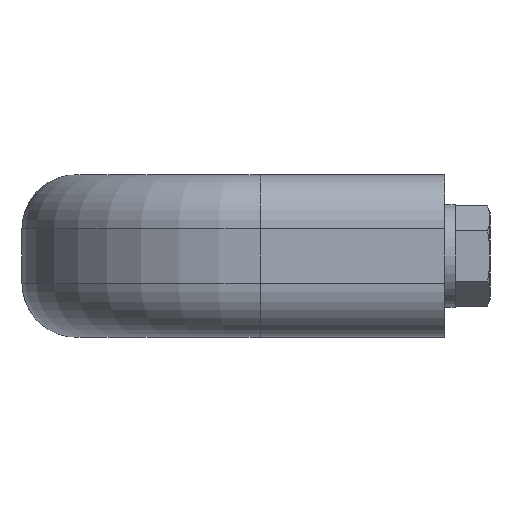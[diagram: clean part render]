
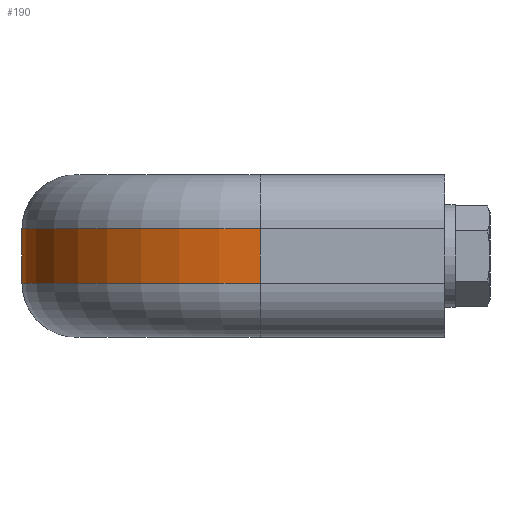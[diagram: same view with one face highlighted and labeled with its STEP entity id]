
A CAD part, left-side view. The second image highlights one B-rep face of the part: STEP entity #190.
In plain terms, the highlighted cylindrical face has radius 22 mm (diameter 44 mm), a partial arc.
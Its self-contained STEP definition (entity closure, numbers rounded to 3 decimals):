
#190 = ADVANCED_FACE( '', ( #407 ), #408, .T. );
#407 = FACE_OUTER_BOUND( '', #642, .T. );
#408 = CYLINDRICAL_SURFACE( '', #643, 22. );
#642 = EDGE_LOOP( '', ( #1090, #1091, #1092, #1093 ) );
#643 = AXIS2_PLACEMENT_3D( '', #1094, #1095, #1096 );
#1090 = ORIENTED_EDGE( '', *, *, #1394, .T. );
#1091 = ORIENTED_EDGE( '', *, *, #1313, .F. );
#1092 = ORIENTED_EDGE( '', *, *, #1383, .F. );
#1093 = ORIENTED_EDGE( '', *, *, #1310, .T. );
#1094 = CARTESIAN_POINT( '', ( 17., 17., -7.5 ) );
#1095 = DIRECTION( '', ( 0., 0., 1. ) );
#1096 = DIRECTION( '', ( -1., 0., 0. ) );
#1310 = EDGE_CURVE( '', #1555, #1553, #1556, .T. );
#1313 = EDGE_CURVE( '', #1458, #1471, #1559, .T. );
#1383 = EDGE_CURVE( '', #1555, #1458, #1647, .T. );
#1394 = EDGE_CURVE( '', #1553, #1471, #1661, .T. );
#1458 = VERTEX_POINT( '', #1754 );
#1471 = VERTEX_POINT( '', #1769 );
#1553 = VERTEX_POINT( '', #1867 );
#1555 = VERTEX_POINT( '', #1870 );
#1556 = LINE( '', #1871, #1872 );
#1559 = LINE( '', #1876, #1877 );
#1647 = CIRCLE( '', #2029, 22. );
#1661 = CIRCLE( '', #2050, 22. );
#1754 = CARTESIAN_POINT( '', ( 17., 39., -2.5 ) );
#1769 = CARTESIAN_POINT( '', ( 17., 39., 2.5 ) );
#1867 = CARTESIAN_POINT( '', ( -5., 17., 2.5 ) );
#1870 = CARTESIAN_POINT( '', ( -5., 17., -2.5 ) );
#1871 = CARTESIAN_POINT( '', ( -5., 17., -2.5 ) );
#1872 = VECTOR( '', #2205, 1000. );
#1876 = CARTESIAN_POINT( '', ( 17., 39., -2.5 ) );
#1877 = VECTOR( '', #2207, 1000. );
#2029 = AXIS2_PLACEMENT_3D( '', #2260, #2261, #2262 );
#2050 = AXIS2_PLACEMENT_3D( '', #2270, #2271, #2272 );
#2205 = DIRECTION( '', ( 0., 0., 1. ) );
#2207 = DIRECTION( '', ( 0., 0., 1. ) );
#2260 = CARTESIAN_POINT( '', ( 17., 17., -2.5 ) );
#2261 = DIRECTION( '', ( 0., 0., -1. ) );
#2262 = DIRECTION( '', ( -1., 0., 0. ) );
#2270 = CARTESIAN_POINT( '', ( 17., 17., 2.5 ) );
#2271 = DIRECTION( '', ( 0., 0., -1. ) );
#2272 = DIRECTION( '', ( -1., 0., 0. ) );
